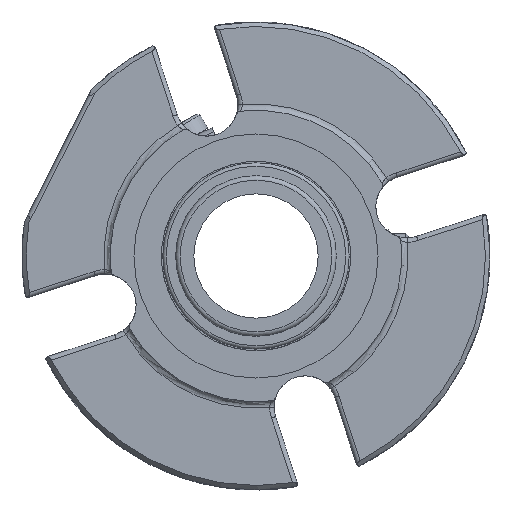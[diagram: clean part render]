
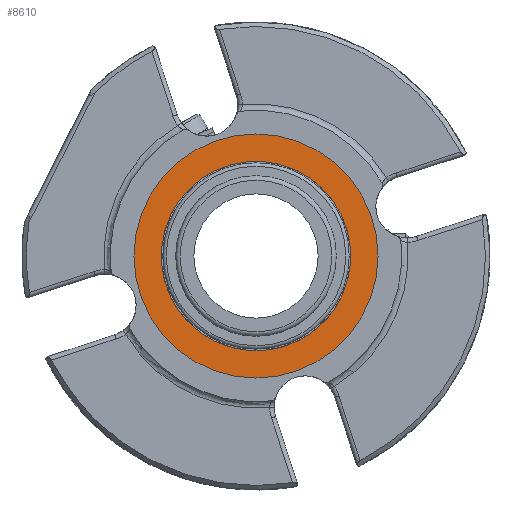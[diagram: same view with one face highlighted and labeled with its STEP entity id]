
A CAD part, left-side view. The second image highlights one B-rep face of the part: STEP entity #8610.
In plain terms, the highlighted planar face has unit normal (-1, 0, 0).
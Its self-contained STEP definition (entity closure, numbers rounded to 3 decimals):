
#1731=PLANE('',#9472);
#4252=ORIENTED_EDGE('',*,*,#5540,.T.);
#4253=ORIENTED_EDGE('',*,*,#5541,.F.);
#5540=EDGE_CURVE('',#6359,#6359,#6770,.T.);
#5541=EDGE_CURVE('',#6360,#6360,#6771,.F.);
#6359=VERTEX_POINT('',#18308);
#6360=VERTEX_POINT('',#18311);
#6770=CIRCLE('',#9471,27.483);
#6771=CIRCLE('',#9473,21.298);
#7345=EDGE_LOOP('',(#4252));
#7346=EDGE_LOOP('',(#4253));
#7936=FACE_BOUND('',#7345,.T.);
#7937=FACE_BOUND('',#7346,.T.);
#8610=ADVANCED_FACE('',(#7936,#7937),#1731,.F.);
#9471=AXIS2_PLACEMENT_3D('',#18307,#11646,#11647);
#9472=AXIS2_PLACEMENT_3D('',#18309,#11648,#11649);
#9473=AXIS2_PLACEMENT_3D('',#18310,#11650,#11651);
#11646=DIRECTION('',(-1.,0.,0.));
#11647=DIRECTION('',(0.,0.,1.));
#11648=DIRECTION('',(1.,0.,0.));
#11649=DIRECTION('',(0.,0.,-1.));
#11650=DIRECTION('',(1.,0.,0.));
#11651=DIRECTION('',(0.,0.,-1.));
#18307=CARTESIAN_POINT('',(-9.269,0.,0.));
#18308=CARTESIAN_POINT('',(-9.269,0.,27.483));
#18309=CARTESIAN_POINT('',(-9.269,0.,27.483));
#18310=CARTESIAN_POINT('',(-9.269,0.,0.));
#18311=CARTESIAN_POINT('',(-9.269,0.,-21.298));
